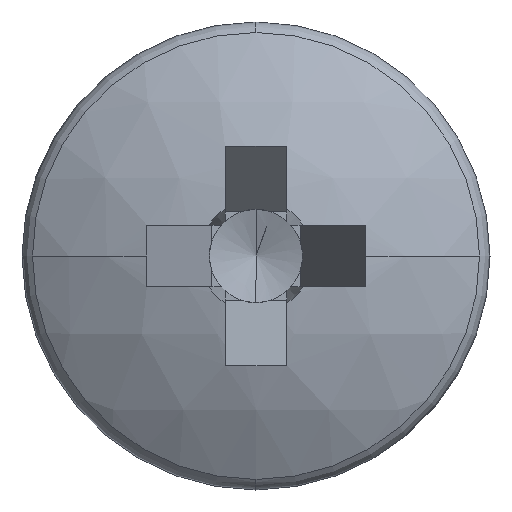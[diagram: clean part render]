
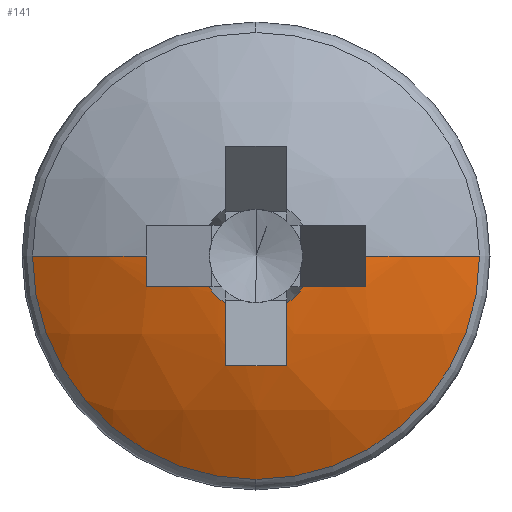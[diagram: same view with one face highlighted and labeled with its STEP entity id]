
A CAD part, left-side view. The second image highlights one B-rep face of the part: STEP entity #141.
In plain terms, the highlighted spherical face has radius 5 mm.
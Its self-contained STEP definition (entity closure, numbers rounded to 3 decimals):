
#8 = CARTESIAN_POINT ( 'NONE',  ( 0.775, -2.674, 0. ) ) ;
#22 = EDGE_CURVE ( 'NONE', #28, #1206, #808, .T. ) ;
#24 = VERTEX_POINT ( 'NONE', #817 ) ;
#25 = DIRECTION ( 'NONE',  ( 0., 0., -1. ) ) ;
#28 = VERTEX_POINT ( 'NONE', #1083 ) ;
#51 = DIRECTION ( 'NONE',  ( 1., 0., 0. ) ) ;
#52 = CARTESIAN_POINT ( 'NONE',  ( 0.188, -0.37, -1.306 ) ) ;
#73 = ORIENTED_EDGE ( 'NONE', *, *, #22, .T. ) ;
#83 = ORIENTED_EDGE ( 'NONE', *, *, #199, .F. ) ;
#84 = CIRCLE ( 'NONE', #878, 2.674 ) ;
#135 = VERTEX_POINT ( 'NONE', #52 ) ;
#141 = ADVANCED_FACE ( 'NONE', ( #451 ), #949, .T. ) ;
#150 = AXIS2_PLACEMENT_3D ( 'NONE', #237, #226, #25 ) ;
#171 = ORIENTED_EDGE ( 'NONE', *, *, #1016, .F. ) ;
#172 = CARTESIAN_POINT ( 'NONE',  ( 0.775, 0., 0. ) ) ;
#195 = ORIENTED_EDGE ( 'NONE', *, *, #1177, .T. ) ;
#199 = EDGE_CURVE ( 'NONE', #28, #578, #1007, .T. ) ;
#202 = CARTESIAN_POINT ( 'NONE',  ( 5., -0.37, 0. ) ) ;
#225 = AXIS2_PLACEMENT_3D ( 'NONE', #1021, #500, #920 ) ;
#226 = DIRECTION ( 'NONE',  ( -1., 0., 0. ) ) ;
#232 = CIRCLE ( 'NONE', #379, 4.986 ) ;
#237 = CARTESIAN_POINT ( 'NONE',  ( 0.046, 0., 0. ) ) ;
#255 = CIRCLE ( 'NONE', #150, 0.675 ) ;
#278 = CIRCLE ( 'NONE', #685, 4.903 ) ;
#311 = DIRECTION ( 'NONE',  ( 0.446, 0., -0.895 ) ) ;
#331 = CIRCLE ( 'NONE', #1095, 4.903 ) ;
#372 = DIRECTION ( 'NONE',  ( 0., -1., 0. ) ) ;
#379 = AXIS2_PLACEMENT_3D ( 'NONE', #202, #503, #777 ) ;
#383 = VERTEX_POINT ( 'NONE', #918 ) ;
#388 = DIRECTION ( 'NONE',  ( 1., 0., 0. ) ) ;
#405 = DIRECTION ( 'NONE',  ( -0.895, 0., -0.446 ) ) ;
#407 = CARTESIAN_POINT ( 'NONE',  ( 0.046, -0.565, -0.37 ) ) ;
#417 = AXIS2_PLACEMENT_3D ( 'NONE', #897, #729, #529 ) ;
#419 = DIRECTION ( 'NONE',  ( 0., 0., -1. ) ) ;
#432 = VERTEX_POINT ( 'NONE', #1024 ) ;
#448 = ORIENTED_EDGE ( 'NONE', *, *, #513, .F. ) ;
#451 = FACE_OUTER_BOUND ( 'NONE', #909, .T. ) ;
#453 = EDGE_CURVE ( 'NONE', #135, #617, #331, .T. ) ;
#455 = DIRECTION ( 'NONE',  ( 0., 0., 1. ) ) ;
#459 = EDGE_CURVE ( 'NONE', #24, #782, #84, .T. ) ;
#464 = AXIS2_PLACEMENT_3D ( 'NONE', #1053, #973, #51 ) ;
#467 = VERTEX_POINT ( 'NONE', #934 ) ;
#480 = DIRECTION ( 'NONE',  ( 0., 0., -1. ) ) ;
#484 = AXIS2_PLACEMENT_3D ( 'NONE', #1195, #372, #480 ) ;
#500 = DIRECTION ( 'NONE',  ( 0.446, 0.895, 0. ) ) ;
#501 = DIRECTION ( 'NONE',  ( 0.895, 0.446, 0. ) ) ;
#503 = DIRECTION ( 'NONE',  ( 0., 1., 0. ) ) ;
#512 = CARTESIAN_POINT ( 'NONE',  ( 0.775, 0., -2.674 ) ) ;
#513 = EDGE_CURVE ( 'NONE', #432, #1235, #255, .T. ) ;
#525 = CARTESIAN_POINT ( 'NONE',  ( 0.046, 0.565, -0.37 ) ) ;
#529 = DIRECTION ( 'NONE',  ( 0., 1., 0. ) ) ;
#548 = DIRECTION ( 'NONE',  ( 0., 1., 0. ) ) ;
#554 = EDGE_CURVE ( 'NONE', #24, #1206, #940, .T. ) ;
#573 = ORIENTED_EDGE ( 'NONE', *, *, #453, .T. ) ;
#577 = AXIS2_PLACEMENT_3D ( 'NONE', #977, #455, #388 ) ;
#578 = VERTEX_POINT ( 'NONE', #525 ) ;
#597 = DIRECTION ( 'NONE',  ( 1., 0., 0. ) ) ;
#617 = VERTEX_POINT ( 'NONE', #980 ) ;
#648 = ORIENTED_EDGE ( 'NONE', *, *, #1264, .F. ) ;
#650 = CARTESIAN_POINT ( 'NONE',  ( 5., 0., 0. ) ) ;
#665 = ORIENTED_EDGE ( 'NONE', *, *, #1072, .T. ) ;
#685 = AXIS2_PLACEMENT_3D ( 'NONE', #1110, #1118, #501 ) ;
#729 = DIRECTION ( 'NONE',  ( 0., 0., -1. ) ) ;
#742 = EDGE_CURVE ( 'NONE', #135, #432, #232, .T. ) ;
#759 = VERTEX_POINT ( 'NONE', #8 ) ;
#777 = DIRECTION ( 'NONE',  ( 0., 0., 1. ) ) ;
#782 = VERTEX_POINT ( 'NONE', #512 ) ;
#798 = CARTESIAN_POINT ( 'NONE',  ( 0.046, 0.37, -0.565 ) ) ;
#807 = CARTESIAN_POINT ( 'NONE',  ( 0.775, 0., 0. ) ) ;
#808 = CIRCLE ( 'NONE', #225, 4.903 ) ;
#817 = CARTESIAN_POINT ( 'NONE',  ( 0.775, 2.674, 0. ) ) ;
#820 = DIRECTION ( 'NONE',  ( -1., 0., 0. ) ) ;
#858 = CARTESIAN_POINT ( 'NONE',  ( 5., 0., -0.37 ) ) ;
#861 = DIRECTION ( 'NONE',  ( 0., 0., 1. ) ) ;
#878 = AXIS2_PLACEMENT_3D ( 'NONE', #807, #820, #1315 ) ;
#894 = EDGE_CURVE ( 'NONE', #782, #759, #1030, .T. ) ;
#897 = CARTESIAN_POINT ( 'NONE',  ( 5., 0., 0. ) ) ;
#909 = EDGE_LOOP ( 'NONE', ( #1251, #992, #195, #665, #171, #448, #1100, #573, #1130, #648, #83, #73, #961 ) ) ;
#918 = CARTESIAN_POINT ( 'NONE',  ( 0.188, -1.306, -0.37 ) ) ;
#920 = DIRECTION ( 'NONE',  ( -0.895, 0.446, 0. ) ) ;
#923 = CIRCLE ( 'NONE', #484, 4.986 ) ;
#934 = CARTESIAN_POINT ( 'NONE',  ( 0.175, -1.313, 0. ) ) ;
#940 = CIRCLE ( 'NONE', #464, 5. ) ;
#945 = CARTESIAN_POINT ( 'NONE',  ( 0.175, 1.313, 0. ) ) ;
#949 = SPHERICAL_SURFACE ( 'NONE', #1025, 5. ) ;
#961 = ORIENTED_EDGE ( 'NONE', *, *, #554, .F. ) ;
#973 = DIRECTION ( 'NONE',  ( 0., 0., 1. ) ) ;
#977 = CARTESIAN_POINT ( 'NONE',  ( 5., 0., -0.37 ) ) ;
#980 = CARTESIAN_POINT ( 'NONE',  ( 0.188, 0.37, -1.306 ) ) ;
#992 = ORIENTED_EDGE ( 'NONE', *, *, #894, .T. ) ;
#1007 = CIRCLE ( 'NONE', #1197, 4.986 ) ;
#1011 = CIRCLE ( 'NONE', #417, 5. ) ;
#1016 = EDGE_CURVE ( 'NONE', #1235, #383, #1277, .T. ) ;
#1021 = CARTESIAN_POINT ( 'NONE',  ( 4.564, -0.875, 0. ) ) ;
#1024 = CARTESIAN_POINT ( 'NONE',  ( 0.046, -0.37, -0.565 ) ) ;
#1025 = AXIS2_PLACEMENT_3D ( 'NONE', #650, #1061, #548 ) ;
#1030 = CIRCLE ( 'NONE', #1238, 2.674 ) ;
#1053 = CARTESIAN_POINT ( 'NONE',  ( 5., 0., 0. ) ) ;
#1061 = DIRECTION ( 'NONE',  ( 0., 0., -1. ) ) ;
#1072 = EDGE_CURVE ( 'NONE', #467, #383, #278, .T. ) ;
#1080 = VERTEX_POINT ( 'NONE', #798 ) ;
#1083 = CARTESIAN_POINT ( 'NONE',  ( 0.188, 1.306, -0.37 ) ) ;
#1095 = AXIS2_PLACEMENT_3D ( 'NONE', #1233, #311, #405 ) ;
#1098 = DIRECTION ( 'NONE',  ( 0., 0., 1. ) ) ;
#1100 = ORIENTED_EDGE ( 'NONE', *, *, #742, .F. ) ;
#1102 = EDGE_CURVE ( 'NONE', #1080, #617, #923, .T. ) ;
#1110 = CARTESIAN_POINT ( 'NONE',  ( 4.564, 0.875, 0. ) ) ;
#1118 = DIRECTION ( 'NONE',  ( 0.446, -0.895, 0. ) ) ;
#1130 = ORIENTED_EDGE ( 'NONE', *, *, #1102, .F. ) ;
#1136 = DIRECTION ( 'NONE',  ( -1., 0., 0. ) ) ;
#1153 = CARTESIAN_POINT ( 'NONE',  ( 0.046, 0., 0. ) ) ;
#1177 = EDGE_CURVE ( 'NONE', #759, #467, #1011, .T. ) ;
#1181 = CIRCLE ( 'NONE', #1278, 0.675 ) ;
#1195 = CARTESIAN_POINT ( 'NONE',  ( 5., 0.37, 0. ) ) ;
#1197 = AXIS2_PLACEMENT_3D ( 'NONE', #858, #1098, #597 ) ;
#1206 = VERTEX_POINT ( 'NONE', #945 ) ;
#1233 = CARTESIAN_POINT ( 'NONE',  ( 4.564, 0., 0.875 ) ) ;
#1235 = VERTEX_POINT ( 'NONE', #407 ) ;
#1238 = AXIS2_PLACEMENT_3D ( 'NONE', #172, #1266, #861 ) ;
#1251 = ORIENTED_EDGE ( 'NONE', *, *, #459, .T. ) ;
#1264 = EDGE_CURVE ( 'NONE', #578, #1080, #1181, .T. ) ;
#1266 = DIRECTION ( 'NONE',  ( -1., 0., 0. ) ) ;
#1277 = CIRCLE ( 'NONE', #577, 4.986 ) ;
#1278 = AXIS2_PLACEMENT_3D ( 'NONE', #1153, #1136, #419 ) ;
#1315 = DIRECTION ( 'NONE',  ( 0., 0., 1. ) ) ;
